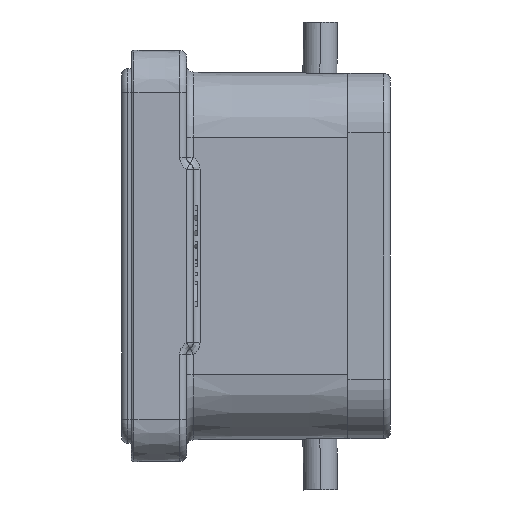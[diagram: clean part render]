
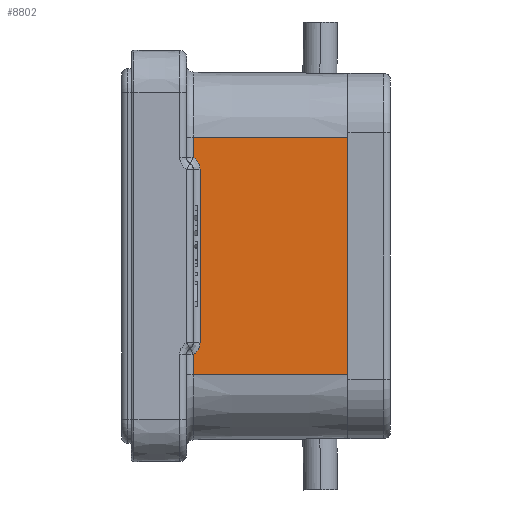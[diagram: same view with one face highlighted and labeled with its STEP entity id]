
A CAD part, left-side view. The second image highlights one B-rep face of the part: STEP entity #8802.
In plain terms, the highlighted planar face has unit normal (-1, -0.009, 0).
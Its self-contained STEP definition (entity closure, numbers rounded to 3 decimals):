
#204=DIRECTION('',(-0.009,1.,0.));
#205=VECTOR('',#204,18.208);
#206=CARTESIAN_POINT('',(-36.5,0.,14.));
#207=LINE('',#206,#205);
#669=DIRECTION('',(0.,0.,-1.));
#670=VECTOR('',#669,2.414);
#671=CARTESIAN_POINT('',(-36.659,18.207,14.));
#672=LINE('',#671,#670);
#741=CARTESIAN_POINT('',(-36.659,18.207,11.586));
#742=CARTESIAN_POINT('',(-36.658,18.083,11.514));
#743=CARTESIAN_POINT('',(-36.656,17.864,11.345));
#744=CARTESIAN_POINT('',(-36.654,17.604,11.008));
#745=CARTESIAN_POINT('',(-36.652,17.443,10.616));
#746=CARTESIAN_POINT('',(-36.652,17.407,10.342));
#747=CARTESIAN_POINT('',(-36.652,17.407,10.2));
#754=DIRECTION('',(0.,0.,1.));
#755=VECTOR('',#754,28.);
#756=CARTESIAN_POINT('',(-36.5,0.,-14.));
#757=LINE('',#756,#755);
#791=DIRECTION('',(0.009,-1.,0.));
#792=VECTOR('',#791,18.208);
#793=CARTESIAN_POINT('',(-36.659,18.207,-14.));
#794=LINE('',#793,#792);
#810=DIRECTION('',(0.,0.,-1.));
#811=VECTOR('',#810,2.414);
#812=CARTESIAN_POINT('',(-36.659,18.207,-11.586));
#813=LINE('',#812,#811);
#838=CARTESIAN_POINT('',(-36.652,17.407,-10.2));
#839=CARTESIAN_POINT('',(-36.652,17.407,-10.341));
#840=CARTESIAN_POINT('',(-36.652,17.443,-10.613));
#841=CARTESIAN_POINT('',(-36.654,17.603,-11.006));
#842=CARTESIAN_POINT('',(-36.656,17.862,-11.344));
#843=CARTESIAN_POINT('',(-36.658,18.083,-11.514));
#844=CARTESIAN_POINT('',(-36.659,18.207,-11.586));
#1189=DIRECTION('',(0.,0.,-1.));
#1190=VECTOR('',#1189,20.4);
#1191=CARTESIAN_POINT('',(-36.652,17.407,10.2));
#1192=LINE('',#1191,#1190);
#6448=CARTESIAN_POINT('',(-36.659,18.207,14.));
#6449=VERTEX_POINT('',#6448);
#6450=CARTESIAN_POINT('',(-36.659,18.207,11.586));
#6451=VERTEX_POINT('',#6450);
#6452=CARTESIAN_POINT('',(-36.659,18.207,
-11.586));
#6453=CARTESIAN_POINT('',(-36.659,18.207,
-14.));
#6454=VERTEX_POINT('',#6452);
#6455=VERTEX_POINT('',#6453);
#6456=VERTEX_POINT('',#838);
#6457=CARTESIAN_POINT('',(-36.652,17.407,10.2));
#6458=VERTEX_POINT('',#6457);
#7381=CARTESIAN_POINT('',(-36.5,0.,-14.));
#7382=CARTESIAN_POINT('',(-36.5,0.,14.));
#7383=VERTEX_POINT('',#7381);
#7384=VERTEX_POINT('',#7382);
#8782=CARTESIAN_POINT('',(-36.5,0.,-23.853));
#8783=DIRECTION('',(-1.,-0.009,0.));
#8784=DIRECTION('',(0.,0.,-1.));
#8785=AXIS2_PLACEMENT_3D('',#8782,#8783,#8784);
#8786=PLANE('',#8785);
#8788=ORIENTED_EDGE('',*,*,#8787,.F.);
#8790=ORIENTED_EDGE('',*,*,#8789,.F.);
#8792=ORIENTED_EDGE('',*,*,#8791,.F.);
#8794=ORIENTED_EDGE('',*,*,#8793,.F.);
#8796=ORIENTED_EDGE('',*,*,#8795,.F.);
#8797=ORIENTED_EDGE('',*,*,#8772,.F.);
#8798=ORIENTED_EDGE('',*,*,#8663,.F.);
#8799=ORIENTED_EDGE('',*,*,#7963,.F.);
#8800=EDGE_LOOP('',(#8788,#8790,#8792,#8794,#8796,#8797,#8798,#8799));
#8801=FACE_OUTER_BOUND('',#8800,.F.);
#8802=ADVANCED_FACE('',(#8801),#8786,.T.);
#748=B_SPLINE_CURVE_WITH_KNOTS('',3,(#741,#742,#743,#744,#745,#746,#747),
.UNSPECIFIED.,.F.,.F.,(4,1,1,1,4),(0.,0.25,0.5,0.75,1.),
.UNSPECIFIED.);
#845=B_SPLINE_CURVE_WITH_KNOTS('',3,(#838,#839,#840,#841,#842,#843,#844),
.UNSPECIFIED.,.F.,.F.,(4,1,1,1,4),(0.,0.25,0.5,0.75,1.),
.UNSPECIFIED.);
#7963=EDGE_CURVE('',#7384,#6449,#207,.T.);
#8663=EDGE_CURVE('',#6449,#6451,#672,.T.);
#8772=EDGE_CURVE('',#6451,#6458,#748,.T.);
#8787=EDGE_CURVE('',#7383,#7384,#757,.T.);
#8789=EDGE_CURVE('',#6455,#7383,#794,.T.);
#8791=EDGE_CURVE('',#6454,#6455,#813,.T.);
#8793=EDGE_CURVE('',#6456,#6454,#845,.T.);
#8795=EDGE_CURVE('',#6458,#6456,#1192,.T.);
